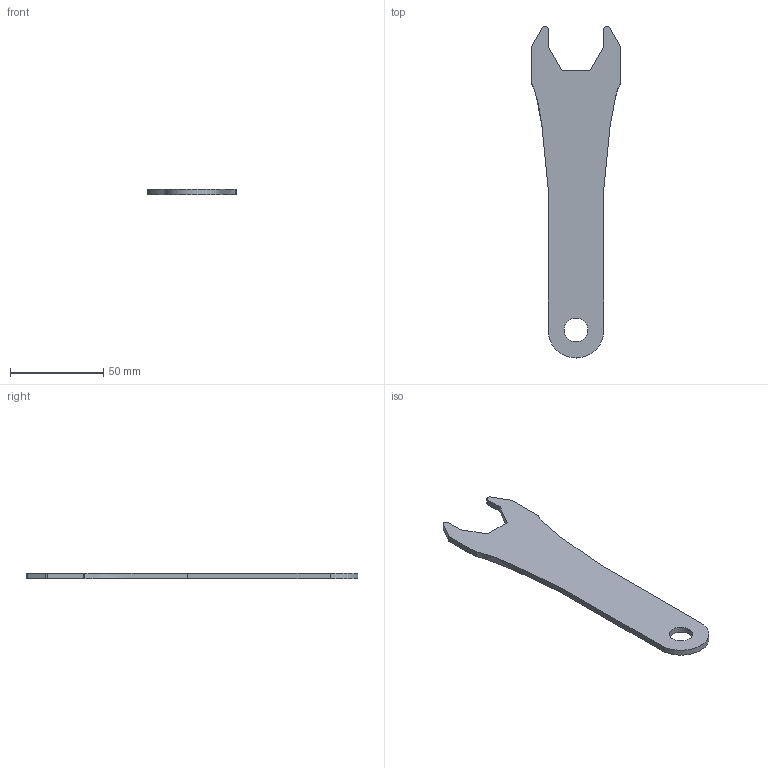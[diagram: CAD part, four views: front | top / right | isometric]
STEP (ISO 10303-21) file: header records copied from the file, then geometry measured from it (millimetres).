
FILE_DESCRIPTION(/* description */ (''),/* implementation_level */ '2;1');
FILE_NAME(/* name */ 'wrenchCAM v1.step',/* time_stamp */ '2019-02-19T16:47:10-05:00',/* author */ ('ebredderAV3T4'),/* organization */ (''),/* preprocessor_version */ 'ST-DEVELOPER v17.2',/* originating_system */ 'Autodesk Translation Framework v7.6.0.251',/* authorisation */ '');
FILE_SCHEMA (('AUTOMOTIVE_DESIGN { 1 0 10303 214 3 1 1 }'));
Length unit declared in the file: inch
Products named in the file (1): wrenchCAM
Bounding box: 47.62 x 178.31 x 3.17 mm (x, y, z)
Volume: 16921.2 mm3; surface area: 12211.7 mm2
Topology: 1 solids, 1 shells, 23 faces, 63 edges, 42 vertices
Faces by surface type: plane 13, cylinder 6, bspline 4
Full cylindrical faces by diameter (mm): 12.7 x1
Entity records: 894 total; most frequent: CARTESIAN_POINT 297, ORIENTED_EDGE 126, DIRECTION 103, EDGE_CURVE 63, VERTEX_POINT 42, LINE 39, VECTOR 39, AXIS2_PLACEMENT_3D 32
